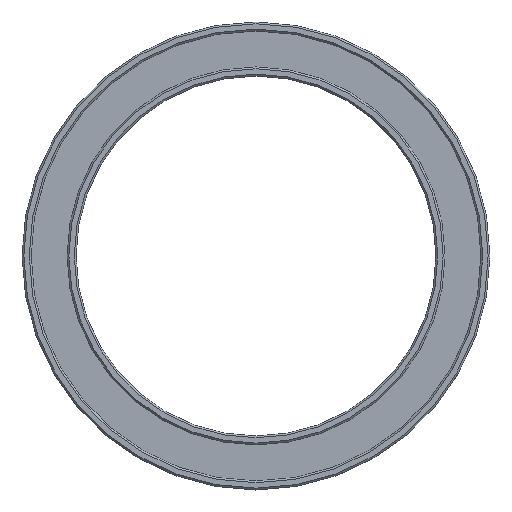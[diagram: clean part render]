
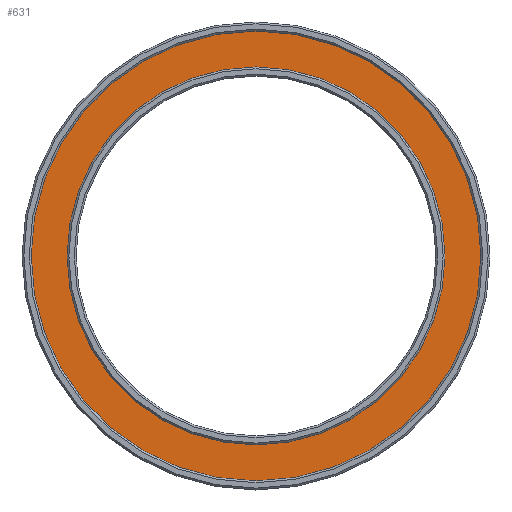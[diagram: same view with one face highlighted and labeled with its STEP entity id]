
A CAD part, top view. The second image highlights one B-rep face of the part: STEP entity #631.
In plain terms, the highlighted planar face has unit normal (0, 0, 1).
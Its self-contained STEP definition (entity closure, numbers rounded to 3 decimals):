
#6 = CARTESIAN_POINT ( 'NONE',  ( -25., 0., 6.5 ) ) ;
#65 = CARTESIAN_POINT ( 'NONE',  ( 25., 0., 6.5 ) ) ;
#83 = CARTESIAN_POINT ( 'NONE',  ( 0., 0., 6.5 ) ) ;
#87 = ORIENTED_EDGE ( 'NONE', *, *, #307, .T. ) ;
#88 = DIRECTION ( 'NONE',  ( 0., 0., 1. ) ) ;
#96 = CIRCLE ( 'NONE', #534, 21. ) ;
#195 = ORIENTED_EDGE ( 'NONE', *, *, #658, .F. ) ;
#197 = DIRECTION ( 'NONE',  ( 0., 0., 1. ) ) ;
#204 = FACE_BOUND ( 'NONE', #736, .T. ) ;
#212 = CIRCLE ( 'NONE', #671, 25. ) ;
#260 = DIRECTION ( 'NONE',  ( 1., 0., 0. ) ) ;
#285 = DIRECTION ( 'NONE',  ( 0., 0., 1. ) ) ;
#307 = EDGE_CURVE ( 'NONE', #381, #579, #588, .T. ) ;
#373 = AXIS2_PLACEMENT_3D ( 'NONE', #514, #88, #426 ) ;
#381 = VERTEX_POINT ( 'NONE', #6 ) ;
#426 = DIRECTION ( 'NONE',  ( 1., 0., 0. ) ) ;
#501 = DIRECTION ( 'NONE',  ( 0., 0., 1. ) ) ;
#514 = CARTESIAN_POINT ( 'NONE',  ( 0., 0., 6.5 ) ) ;
#534 = AXIS2_PLACEMENT_3D ( 'NONE', #675, #819, #260 ) ;
#575 = DIRECTION ( 'NONE',  ( 1., 0., 0. ) ) ;
#579 = VERTEX_POINT ( 'NONE', #65 ) ;
#586 = CARTESIAN_POINT ( 'NONE',  ( 21., 0., 6.5 ) ) ;
#588 = CIRCLE ( 'NONE', #873, 25. ) ;
#615 = AXIS2_PLACEMENT_3D ( 'NONE', #83, #501, #723 ) ;
#631 = ADVANCED_FACE ( 'NONE', ( #204, #864 ), #641, .T. ) ;
#641 = PLANE ( 'NONE',  #615 ) ;
#654 = CARTESIAN_POINT ( 'NONE',  ( -21., 0., 6.5 ) ) ;
#658 = EDGE_CURVE ( 'NONE', #692, #699, #868, .T. ) ;
#671 = AXIS2_PLACEMENT_3D ( 'NONE', #919, #285, #575 ) ;
#675 = CARTESIAN_POINT ( 'NONE',  ( 0., 0., 6.5 ) ) ;
#676 = EDGE_CURVE ( 'NONE', #579, #381, #212, .T. ) ;
#692 = VERTEX_POINT ( 'NONE', #654 ) ;
#699 = VERTEX_POINT ( 'NONE', #586 ) ;
#716 = ORIENTED_EDGE ( 'NONE', *, *, #882, .F. ) ;
#723 = DIRECTION ( 'NONE',  ( 1., 0., 0. ) ) ;
#736 = EDGE_LOOP ( 'NONE', ( #716, #195 ) ) ;
#749 = CARTESIAN_POINT ( 'NONE',  ( 0., 0., 6.5 ) ) ;
#764 = DIRECTION ( 'NONE',  ( 1., 0., 0. ) ) ;
#771 = EDGE_LOOP ( 'NONE', ( #891, #87 ) ) ;
#819 = DIRECTION ( 'NONE',  ( 0., 0., 1. ) ) ;
#864 = FACE_OUTER_BOUND ( 'NONE', #771, .T. ) ;
#868 = CIRCLE ( 'NONE', #373, 21. ) ;
#873 = AXIS2_PLACEMENT_3D ( 'NONE', #749, #197, #764 ) ;
#882 = EDGE_CURVE ( 'NONE', #699, #692, #96, .T. ) ;
#891 = ORIENTED_EDGE ( 'NONE', *, *, #676, .T. ) ;
#919 = CARTESIAN_POINT ( 'NONE',  ( 0., 0., 6.5 ) ) ;
